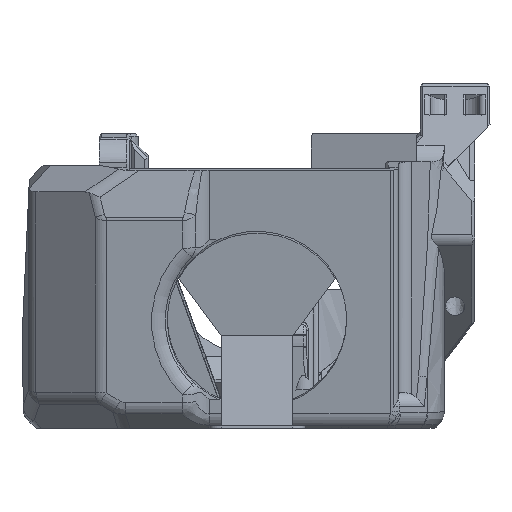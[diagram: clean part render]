
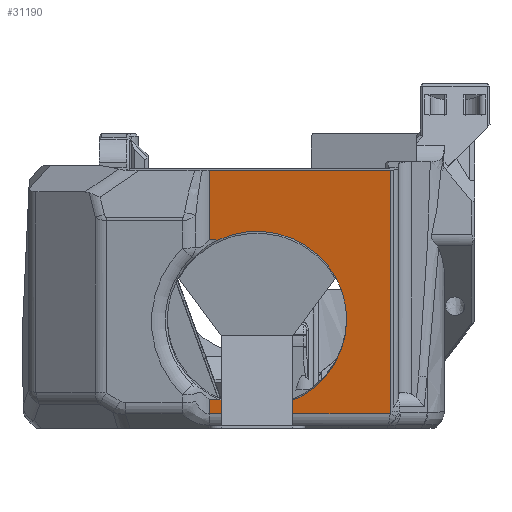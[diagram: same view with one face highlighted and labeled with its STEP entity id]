
A CAD part, left-side view. The second image highlights one B-rep face of the part: STEP entity #31190.
In plain terms, the highlighted planar face has unit normal (-0.985, 0, -0.174).
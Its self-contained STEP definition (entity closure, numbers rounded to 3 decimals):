
#1139=CIRCLE('',#33719,14.);
#1640=ELLIPSE('',#33718,1.92,1.);
#3422=LINE('',#52995,#6245);
#3423=LINE('',#52997,#6246);
#3466=LINE('',#53163,#6289);
#3467=LINE('',#53168,#6290);
#3468=LINE('',#53170,#6291);
#6245=VECTOR('',#39260,1000.);
#6246=VECTOR('',#39263,1000.);
#6289=VECTOR('',#39354,1000.);
#6290=VECTOR('',#39361,1000.);
#6291=VECTOR('',#39362,1000.);
#7892=PLANE('',#33717);
#13193=ORIENTED_EDGE('',*,*,#20658,.T.);
#13194=ORIENTED_EDGE('',*,*,#20721,.T.);
#13195=ORIENTED_EDGE('',*,*,#20719,.F.);
#13196=ORIENTED_EDGE('',*,*,#20722,.F.);
#13197=ORIENTED_EDGE('',*,*,#20723,.T.);
#13198=ORIENTED_EDGE('',*,*,#20724,.T.);
#13199=ORIENTED_EDGE('',*,*,#20725,.T.);
#13200=ORIENTED_EDGE('',*,*,#20661,.T.);
#13201=ORIENTED_EDGE('',*,*,#20659,.T.);
#20658=EDGE_CURVE('',#24546,#24618,#3422,.T.);
#20659=EDGE_CURVE('',#24619,#24546,#3423,.F.);
#20661=EDGE_CURVE('',#24620,#24619,#26066,.T.);
#20719=EDGE_CURVE('',#24659,#24660,#3466,.F.);
#20721=EDGE_CURVE('',#24618,#24660,#1640,.F.);
#20722=EDGE_CURVE('',#24661,#24659,#3467,.T.);
#20723=EDGE_CURVE('',#24661,#24662,#3468,.F.);
#20724=EDGE_CURVE('',#24662,#24663,#26073,.F.);
#20725=EDGE_CURVE('',#24663,#24620,#1139,.T.);
#24546=VERTEX_POINT('',#52737);
#24618=VERTEX_POINT('',#52994);
#24619=VERTEX_POINT('',#52998);
#24620=VERTEX_POINT('',#53031);
#24659=VERTEX_POINT('',#53162);
#24660=VERTEX_POINT('',#53164);
#24661=VERTEX_POINT('',#53169);
#24662=VERTEX_POINT('',#53171);
#24663=VERTEX_POINT('',#53176);
#26066=B_SPLINE_CURVE_WITH_KNOTS('',3,(#53027,#53028,#53029,#53030),
 .UNSPECIFIED.,.F.,.F.,(4,4),(0.,0.001),.UNSPECIFIED.);
#26073=B_SPLINE_CURVE_WITH_KNOTS('',3,(#53172,#53173,#53174,#53175),
 .UNSPECIFIED.,.F.,.F.,(4,4),(0.,0.001),.UNSPECIFIED.);
#27355=EDGE_LOOP('',(#13193,#13194,#13195,#13196,#13197,#13198,#13199,#13200,
#13201));
#29275=FACE_BOUND('',#27355,.T.);
#31190=ADVANCED_FACE('',(#29275),#7892,.F.);
#33717=AXIS2_PLACEMENT_3D('',#53166,#39357,#39358);
#33718=AXIS2_PLACEMENT_3D('',#53167,#39359,#39360);
#33719=AXIS2_PLACEMENT_3D('',#53177,#39363,#39364);
#39260=DIRECTION('',(0.,-1.,0.));
#39263=DIRECTION('',(-0.174,0.,0.985));
#39354=DIRECTION('',(-0.174,0.,0.985));
#39357=DIRECTION('',(0.985,0.,0.174));
#39358=DIRECTION('',(-0.174,0.,0.985));
#39359=DIRECTION('',(0.985,0.,0.174));
#39360=DIRECTION('',(0.126,-0.686,-0.716));
#39361=DIRECTION('',(0.,-1.,0.));
#39362=DIRECTION('',(-0.174,0.,0.985));
#39363=DIRECTION('',(0.985,0.,0.174));
#39364=DIRECTION('',(-0.174,0.,0.985));
#52737=CARTESIAN_POINT('',(-27.864,12.27,2.262));
#52994=CARTESIAN_POINT('',(-27.864,-15.951,2.262));
#52995=CARTESIAN_POINT('',(-27.864,-14.655,2.262));
#52997=CARTESIAN_POINT('',(-31.185,12.27,21.099));
#52998=CARTESIAN_POINT('',(-28.255,12.27,4.482));
#53027=CARTESIAN_POINT('',(-28.27,10.952,4.562));
#53028=CARTESIAN_POINT('',(-28.27,11.393,4.564));
#53029=CARTESIAN_POINT('',(-28.265,11.833,4.537));
#53030=CARTESIAN_POINT('',(-28.255,12.27,4.482));
#53031=CARTESIAN_POINT('',(-28.27,10.952,4.562));
#53162=CARTESIAN_POINT('',(-34.572,-16.002,40.304));
#53163=CARTESIAN_POINT('',(-7.663,-16.002,-112.301));
#53164=CARTESIAN_POINT('',(-27.916,-16.002,2.558));
#53166=CARTESIAN_POINT('',(-31.185,24.853,21.099));
#53167=CARTESIAN_POINT('',(-28.071,-14.497,3.435));
#53168=CARTESIAN_POINT('',(-34.572,24.853,40.304));
#53169=CARTESIAN_POINT('',(-34.572,12.27,40.304));
#53170=CARTESIAN_POINT('',(-31.185,12.27,21.099));
#53171=CARTESIAN_POINT('',(-32.66,12.27,29.463));
#53172=CARTESIAN_POINT('',(-32.646,10.952,29.383));
#53173=CARTESIAN_POINT('',(-32.646,11.393,29.381));
#53174=CARTESIAN_POINT('',(-32.651,11.833,29.409));
#53175=CARTESIAN_POINT('',(-32.66,12.27,29.463));
#53176=CARTESIAN_POINT('',(-32.646,10.952,29.383));
#53177=CARTESIAN_POINT('',(-30.458,4.853,16.973));
